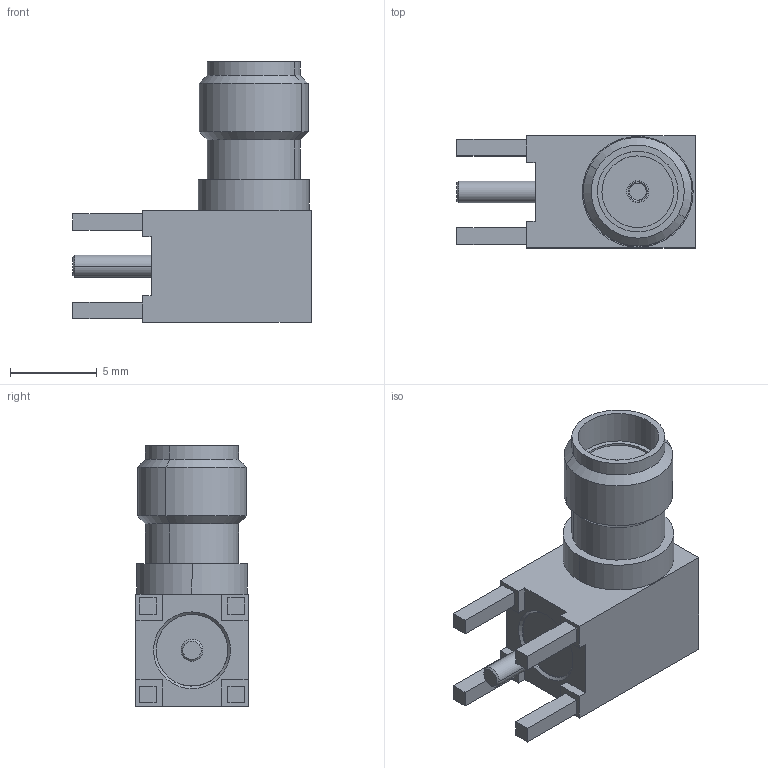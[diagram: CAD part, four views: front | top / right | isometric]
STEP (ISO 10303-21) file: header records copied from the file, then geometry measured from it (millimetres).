
FILE_DESCRIPTION(('CATIA V5 STEP'),'2;1');
FILE_NAME('85_SMA-50-0-101.stp','2007-05-29T11:32:20+00:00',('none'),('none'),'CATIA Version 5 Release 14 (IN-10)','CATIA V5 STEP AP214','none');
FILE_SCHEMA(('AUTOMOTIVE_DESIGN { 1 0 10303 214 1 1 1 1 }'));
Length unit declared in the file: millimetre
Products named in the file (1): PAR-00100374
Bounding box: 13.7 x 6.45 x 15 mm (x, y, z)
Volume: 603.9 mm3; surface area: 619.2 mm2
Topology: 1 solids, 1 shells, 89 faces, 214 edges, 138 vertices
Faces by surface type: plane 53, cylinder 24, cone 11, bspline 1
Entity records: 2417 total; most frequent: CARTESIAN_POINT 504, ORIENTED_EDGE 428, DIRECTION 300, EDGE_CURVE 214, VECTOR 148, LINE 148, VERTEX_POINT 138, AXIS2_PLACEMENT_3D 106
